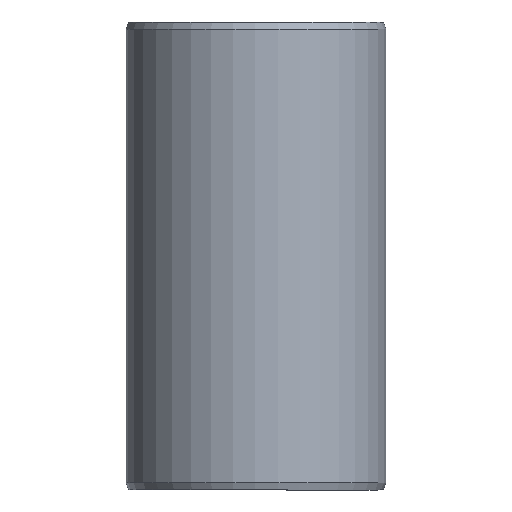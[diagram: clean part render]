
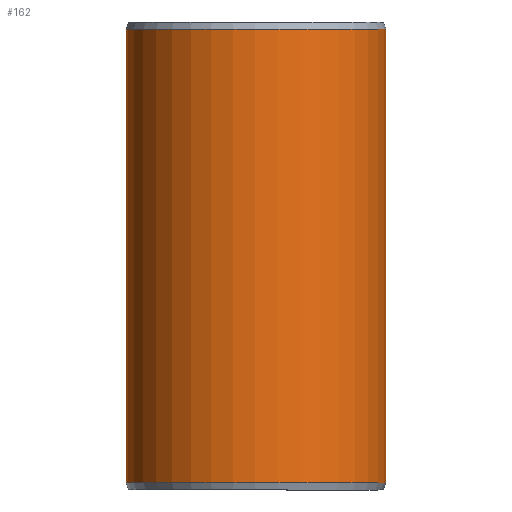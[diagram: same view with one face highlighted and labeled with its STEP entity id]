
A CAD part, front view. The second image highlights one B-rep face of the part: STEP entity #162.
In plain terms, the highlighted cylindrical face has radius 12.5 mm (diameter 25 mm), a partial arc.
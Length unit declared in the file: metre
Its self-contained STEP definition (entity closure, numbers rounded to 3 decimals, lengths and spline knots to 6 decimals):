
#162=ADVANCED_FACE('',(#185,#186),#187,.T.);
#185=FACE_OUTER_BOUND('',#211,.T.);
#186=FACE_BOUND('',#212,.T.);
#187=CYLINDRICAL_SURFACE('',#213,0.0125);
#211=EDGE_LOOP('',(#289,#290,#291,#292));
#212=EDGE_LOOP('',(#293));
#213=AXIS2_PLACEMENT_3D('',#294,#295,#296);
#289=ORIENTED_EDGE('',*,*,#314,.T.);
#290=ORIENTED_EDGE('',*,*,#323,.F.);
#291=ORIENTED_EDGE('',*,*,#309,.F.);
#292=ORIENTED_EDGE('',*,*,#324,.T.);
#293=ORIENTED_EDGE('',*,*,#327,.T.);
#294=CARTESIAN_POINT('',(0.,0.,0.0));
#295=DIRECTION('',(0.,0.0,-1.0));
#296=DIRECTION('',(-1.0,0.0,0.));
#309=EDGE_CURVE('',#341,#342,#343,.T.);
#314=EDGE_CURVE('',#351,#349,#352,.T.);
#323=EDGE_CURVE('',#342,#349,#365,.T.);
#324=EDGE_CURVE('',#341,#351,#366,.T.);
#327=EDGE_CURVE('',#370,#370,#371,.T.);
#341=VERTEX_POINT('',#389);
#342=VERTEX_POINT('',#390);
#343=CIRCLE('',#391,0.0125);
#349=VERTEX_POINT('',#399);
#351=VERTEX_POINT('',#402);
#352=CIRCLE('',#403,0.0125);
#365=LINE('',#422,#423);
#366=LINE('',#424,#425);
#370=VERTEX_POINT('',#485);
#371=B_SPLINE_CURVE_WITH_KNOTS('',3,(#486,#487,#488,#489,#490,#491,#492,#493,#494,#495,#496,#497,#498,#499,#500,#501,#502,#503,#504,#505,#506,#507,#508,#509,#510,#511,#512,#513,#514,#515,#516,#517,#518,#519,#520,#521,#522,#523,#524,#525,#526,#527,#528,#529,#530,#531,#532,#533,#534,#535,#536,#537,#538,#539,#540,#541),.UNSPECIFIED.,.T.,.F.,(2,2,2,2,2,2,2,2,2,2,2,2,2,2,2,2,2,2,2,2,2,2,2,2,2,2,2,2,2,2),(-0.000783,0.0,0.000391,0.000783,0.001174,0.001566,0.002348,0.003131,0.003522,0.003914,0.004305,0.004697,0.005088,0.005479,0.005871,0.006262,0.007045,0.007436,0.007828,0.008219,0.008611,0.009002,0.009393,0.009785,0.010176,0.010567,0.010959,0.011742,0.012524,0.012916),.UNSPECIFIED.);
#389=CARTESIAN_POINT('',(0.000218,0.012498,0.0007));
#390=CARTESIAN_POINT('',(0.,0.0125,0.0007));
#391=AXIS2_PLACEMENT_3D('',#555,#556,#557);
#399=CARTESIAN_POINT('',(0.,0.0125,0.0443));
#402=CARTESIAN_POINT('',(0.000218,0.012498,0.0443));
#403=AXIS2_PLACEMENT_3D('',#564,#565,#566);
#422=CARTESIAN_POINT('',(0.,0.0125,0.0007));
#423=VECTOR('',#579,1.0);
#424=CARTESIAN_POINT('',(0.000218,0.012498,0.0007));
#425=VECTOR('',#580,1.0);
#485=CARTESIAN_POINT('',(0.009546,-0.008069,0.0225));
#486=CARTESIAN_POINT('',(0.009546,-0.008069,0.022235));
#487=CARTESIAN_POINT('',(0.009546,-0.008069,0.022632));
#488=CARTESIAN_POINT('',(0.009555,-0.008059,0.022762));
#489=CARTESIAN_POINT('',(0.009588,-0.00802,0.023018));
#490=CARTESIAN_POINT('',(0.009613,-0.00799,0.023145));
#491=CARTESIAN_POINT('',(0.009678,-0.007912,0.023388));
#492=CARTESIAN_POINT('',(0.009717,-0.007863,0.023502));
#493=CARTESIAN_POINT('',(0.009809,-0.007749,0.02372));
#494=CARTESIAN_POINT('',(0.009861,-0.007682,0.023822));
#495=CARTESIAN_POINT('',(0.01003,-0.007462,0.024099));
#496=CARTESIAN_POINT('',(0.010163,-0.007281,0.024247));
#497=CARTESIAN_POINT('',(0.010436,-0.006884,0.024447));
#498=CARTESIAN_POINT('',(0.010579,-0.006663,0.0245));
#499=CARTESIAN_POINT('',(0.010781,-0.006327,0.0245));
#500=CARTESIAN_POINT('',(0.010848,-0.006212,0.024487));
#501=CARTESIAN_POINT('',(0.010973,-0.005988,0.024436));
#502=CARTESIAN_POINT('',(0.011032,-0.005878,0.024398));
#503=CARTESIAN_POINT('',(0.011145,-0.005663,0.024298));
#504=CARTESIAN_POINT('',(0.011197,-0.005558,0.024235));
#505=CARTESIAN_POINT('',(0.011292,-0.005362,0.024091));
#506=CARTESIAN_POINT('',(0.011335,-0.00527,0.024008));
#507=CARTESIAN_POINT('',(0.011413,-0.005099,0.023822));
#508=CARTESIAN_POINT('',(0.011446,-0.005023,0.023721));
#509=CARTESIAN_POINT('',(0.011504,-0.004889,0.023504));
#510=CARTESIAN_POINT('',(0.011529,-0.004831,0.023387));
#511=CARTESIAN_POINT('',(0.011568,-0.004737,0.023145));
#512=CARTESIAN_POINT('',(0.011582,-0.004701,0.023021));
#513=CARTESIAN_POINT('',(0.011602,-0.004653,0.022764));
#514=CARTESIAN_POINT('',(0.011607,-0.004641,0.022631));
#515=CARTESIAN_POINT('',(0.011607,-0.004641,0.02224));
#516=CARTESIAN_POINT('',(0.011587,-0.00469,0.021976));
#517=CARTESIAN_POINT('',(0.011529,-0.00483,0.021615));
#518=CARTESIAN_POINT('',(0.011505,-0.004888,0.021498));
#519=CARTESIAN_POINT('',(0.011447,-0.005023,0.02128));
#520=CARTESIAN_POINT('',(0.011413,-0.005099,0.021179));
#521=CARTESIAN_POINT('',(0.011336,-0.005268,0.020995));
#522=CARTESIAN_POINT('',(0.011293,-0.005361,0.02091));
#523=CARTESIAN_POINT('',(0.011197,-0.005557,0.020765));
#524=CARTESIAN_POINT('',(0.011146,-0.00566,0.020704));
#525=CARTESIAN_POINT('',(0.011034,-0.005875,0.020603));
#526=CARTESIAN_POINT('',(0.010974,-0.005987,0.020564));
#527=CARTESIAN_POINT('',(0.010849,-0.00621,0.020513));
#528=CARTESIAN_POINT('',(0.010783,-0.006323,0.0205));
#529=CARTESIAN_POINT('',(0.010647,-0.00655,0.0205));
#530=CARTESIAN_POINT('',(0.010579,-0.00666,0.020513));
#531=CARTESIAN_POINT('',(0.01044,-0.006876,0.020563));
#532=CARTESIAN_POINT('',(0.010369,-0.006982,0.020602));
#533=CARTESIAN_POINT('',(0.010232,-0.007181,0.020702));
#534=CARTESIAN_POINT('',(0.010165,-0.007275,0.020763));
#535=CARTESIAN_POINT('',(0.010036,-0.007452,0.020909));
#536=CARTESIAN_POINT('',(0.009975,-0.007534,0.020993));
#537=CARTESIAN_POINT('',(0.009805,-0.007755,0.021269));
#538=CARTESIAN_POINT('',(0.00971,-0.007872,0.021491));
#539=CARTESIAN_POINT('',(0.009582,-0.008028,0.021972));
#540=CARTESIAN_POINT('',(0.009546,-0.008069,0.022235));
#541=CARTESIAN_POINT('',(0.009546,-0.008069,0.022632));
#555=CARTESIAN_POINT('',(0.,0.,0.0007));
#556=DIRECTION('',(0.,0.0,-1.0));
#557=DIRECTION('',(-1.0,0.0,0.));
#564=CARTESIAN_POINT('',(0.,0.,0.0443));
#565=DIRECTION('',(0.,0.0,-1.0));
#566=DIRECTION('',(-1.0,0.0,0.));
#579=DIRECTION('',(0.,0.0,1.0));
#580=DIRECTION('',(0.,0.,1.0));
